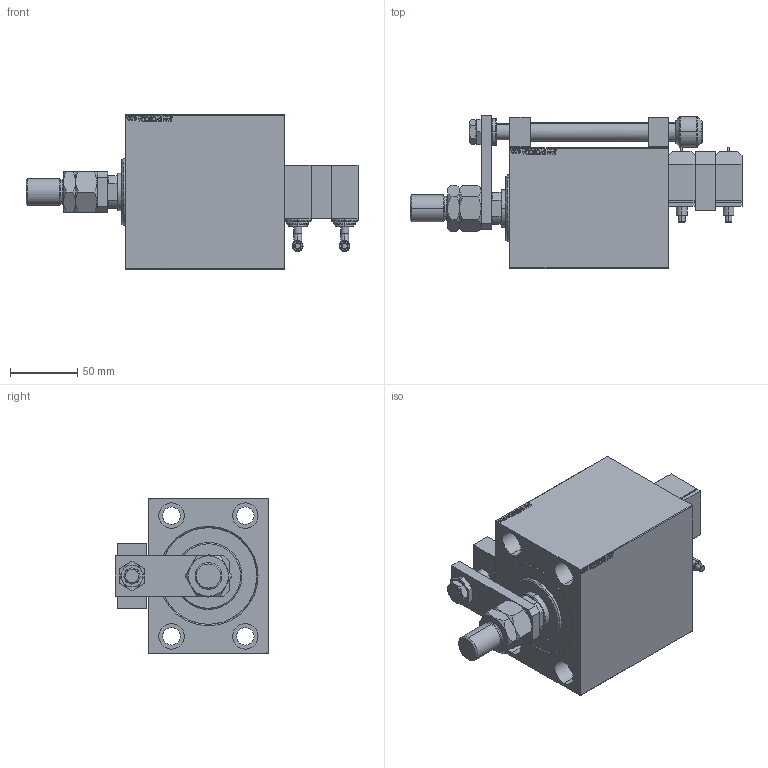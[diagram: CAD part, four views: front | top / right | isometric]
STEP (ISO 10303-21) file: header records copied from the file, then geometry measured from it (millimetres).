
FILE_DESCRIPTION (( 'STEP AP203' ), '1' );
FILE_NAME ('dba5.STEP', '2022-04-17T01:31:59', ( '' ), ( '' ), 'SwSTEP 2.0', 'SolidWorks 2019', '' );
FILE_SCHEMA (( 'CONFIG_CONTROL_DESIGN' ));
Length unit declared in the file: millimetre
Products named in the file (14): ZARAZKA_P 008aaef1a6954be2ec038d6d54664199; TYC_P 008aaef1a6954be2ec038d6d54664199; V450CM_C_VCP 008aaef1a6954be2ec038d6d54664199; KROUZEK_PRO_TYC 008aaef1a6954be2ec038d6d54664199; dba5; P_V_Z_MTA 008aaef1a6954be2ec038d6d54664199; SWITCH DIM W_B 008aaef1a6954be2ec038d6d54664199; NUT_D16 008aaef1a6954be2ec038d6d54664199; NUT_D19_P 008aaef1a6954be2ec038d6d54664199; SWITCH P 008aaef1a6954be2ec038d6d54664199; V450CM_VC_B 008aaef1a6954be2ec038d6d54664199; MIDDLE 008aaef1a6954be2ec038d6d54664199; SWITCH_P_FRONT_BACK 008aaef1a6954be2ec038d6d54664199; V450CM_C_Body 008aaef1a6954be2ec038d6d54664199
Assembly tree (15 placements, depth 2):
  dba5
    V450CM_C_Body 008aaef1a6954be2ec038d6d54664199
    V450CM_C_VCP 008aaef1a6954be2ec038d6d54664199
    V450CM_VC_B 008aaef1a6954be2ec038d6d54664199
    SWITCH DIM W_B 008aaef1a6954be2ec038d6d54664199
    SWITCH P 008aaef1a6954be2ec038d6d54664199  x2
    SWITCH_P_FRONT_BACK 008aaef1a6954be2ec038d6d54664199  x2
    TYC_P 008aaef1a6954be2ec038d6d54664199
    ZARAZKA_P 008aaef1a6954be2ec038d6d54664199
    KROUZEK_PRO_TYC 008aaef1a6954be2ec038d6d54664199
    MIDDLE 008aaef1a6954be2ec038d6d54664199
    NUT_D16 008aaef1a6954be2ec038d6d54664199
    NUT_D19_P 008aaef1a6954be2ec038d6d54664199
    P_V_Z_MTA 008aaef1a6954be2ec038d6d54664199
Bounding box: 247.5 x 114.5 x 115 mm (x, y, z)
Volume: 1232966.5 mm3; surface area: 190465.8 mm2
Topology: 15 solids, 15 shells, 1163 faces, 2880 edges, 1874 vertices
Faces by surface type: plane 540, bspline 384, cylinder 128, cone 77, torus 34
Entity records: 52716 total; most frequent: CARTESIAN_POINT 27763, ORIENTED_EDGE 5400, DIRECTION 3627, EDGE_CURVE 2700, VERTEX_POINT 1761, LINE 1511, VECTOR 1511, EDGE_LOOP 1237
